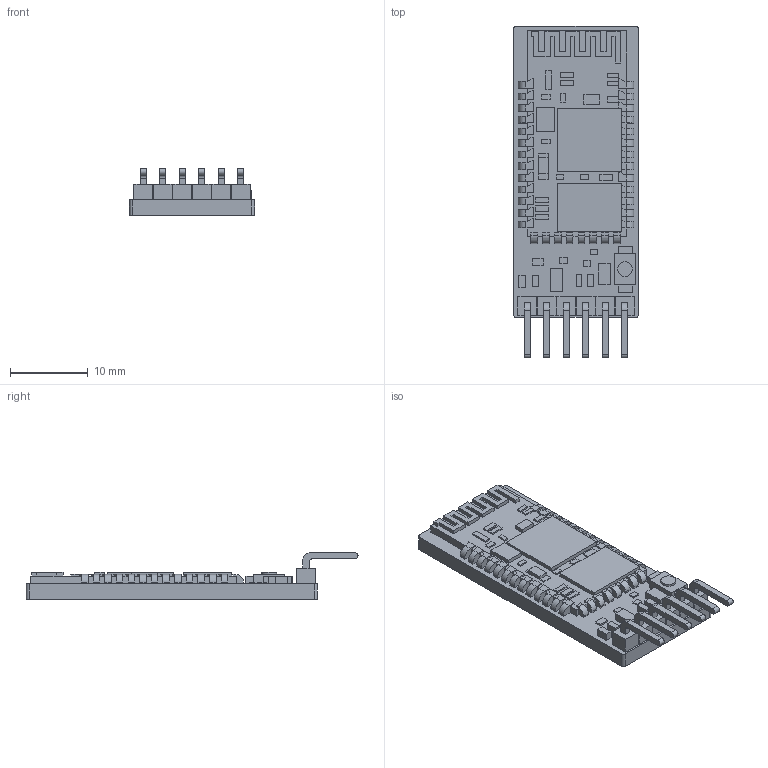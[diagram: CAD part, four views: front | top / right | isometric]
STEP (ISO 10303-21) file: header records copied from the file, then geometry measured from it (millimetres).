
FILE_DESCRIPTION(/* description */ (''),/* implementation_level */ '2;1');
FILE_NAME(/* name */ 'HC_05 Blue Tooth Module.stp',/* time_stamp */ '2019-05-20T09:30:26+02:00',/* author */ ('Sybrand Swanepoel'),/* organization */ (''),/* preprocessor_version */ 'ST-DEVELOPER v15.6',/* originating_system */ 'Autodesk Inventor 2015',/* authorisation */ '');
FILE_SCHEMA (('AUTOMOTIVE_DESIGN { 1 0 10303 214 3 1 1 }'));
Length unit declared in the file: millimetre
Products named in the file (1): HC_05 Blue Tooth Module
Bounding box: 16.1 x 42.72 x 6 mm (x, y, z)
Volume: 1790.5 mm3; surface area: 2001.4 mm2
Topology: 1 solids, 1 shells, 661 faces, 1814 edges, 1205 vertices
Faces by surface type: plane 563, cylinder 57, bspline 41
Full cylindrical faces by diameter (mm): 1.906 x1
Entity records: 21398 total; most frequent: CARTESIAN_POINT 4213, ORIENTED_EDGE 3626, DIRECTION 3087, EDGE_CURVE 1813, LINE 1617, VECTOR 1617, VERTEX_POINT 1205, AXIS2_PLACEMENT_3D 735
